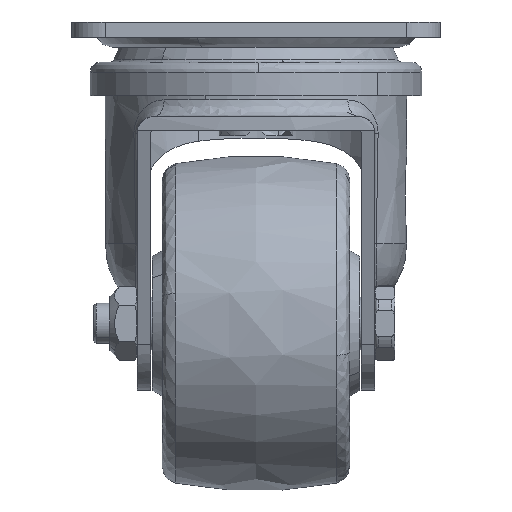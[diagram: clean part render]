
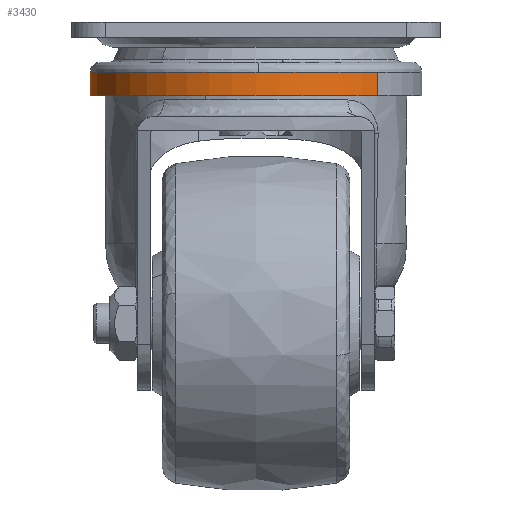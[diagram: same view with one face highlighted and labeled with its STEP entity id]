
A CAD part, left-side view. The second image highlights one B-rep face of the part: STEP entity #3430.
In plain terms, the highlighted free-form (B-spline) face has degree [2, 1] with [5, 2] control points.
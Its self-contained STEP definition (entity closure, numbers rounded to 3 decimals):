
#2969=CARTESIAN_POINT('',(-49.5,0.0,-22.));
#2970=VERTEX_POINT('',#2969);
#2971=CARTESIAN_POINT('',(0.,49.5,-22.));
#2972=VERTEX_POINT('',#2971);
#2973=CARTESIAN_POINT('',(-49.5,0.0,-22.));
#2974=CARTESIAN_POINT('',(-49.5,2.835,-22.));
#2975=CARTESIAN_POINT('',(-49.064,7.897,-22.));
#2976=CARTESIAN_POINT('',(-47.188,15.586,-22.));
#2977=CARTESIAN_POINT('',(-44.427,22.252,-22.));
#2978=CARTESIAN_POINT('',(-40.914,28.071,-22.));
#2979=CARTESIAN_POINT('',(-36.797,33.347,-22.));
#2980=CARTESIAN_POINT('',(-32.057,37.944,-22.));
#2981=CARTESIAN_POINT('',(-26.796,41.747,-22.));
#2982=CARTESIAN_POINT('',(-21.229,44.878,-22.));
#2983=CARTESIAN_POINT('',(-15.005,47.367,-22.));
#2984=CARTESIAN_POINT('',(-7.593,49.103,-22.));
#2985=CARTESIAN_POINT('',(-2.632,49.5,-22.));
#2986=CARTESIAN_POINT('',(0.,49.5,-22.));
#2987=B_SPLINE_CURVE_WITH_KNOTS('',3,(#2973,#2974,#2975,#2976,#2977,#2978,#2979,#2980,#2981,#2982,#2983,#2984,#2985,#2986),.UNSPECIFIED.,.F.,.U.,(4,1,1,1,1,1,1,1,1,1,1,4),(0.,8.504,15.186,23.691,30.069,35.536,43.737,49.811,54.975,62.872,69.858,77.755),.UNSPECIFIED.);
#2988=EDGE_CURVE('',#2970,#2972,#2987,.T.);
#2990=CARTESIAN_POINT('',(33.62,36.331,-22.));
#2991=VERTEX_POINT('',#2990);
#2992=CARTESIAN_POINT('',(0.,49.5,-22.));
#2993=CARTESIAN_POINT('',(2.984,49.5,-22.));
#2994=CARTESIAN_POINT('',(8.855,48.968,-22.));
#2995=CARTESIAN_POINT('',(16.308,46.918,-22.));
#2996=CARTESIAN_POINT('',(21.962,44.452,-22.));
#2997=CARTESIAN_POINT('',(27.595,41.299,-22.));
#2998=CARTESIAN_POINT('',(31.289,38.489,-22.));
#2999=CARTESIAN_POINT('',(33.62,36.331,-22.));
#3000=B_SPLINE_CURVE_WITH_KNOTS('',3,(#2992,#2993,#2994,#2995,#2996,#2997,#2998,#2999),.UNSPECIFIED.,.F.,.U.,(4,1,1,1,1,4),(0.,8.951,17.613,23.1,27.431,36.959),.UNSPECIFIED.);
#3001=EDGE_CURVE('',#2972,#2991,#3000,.T.);
#3036=CARTESIAN_POINT('',(-33.62,-36.331,-22.));
#3037=VERTEX_POINT('',#3036);
#3049=CARTESIAN_POINT('',(-33.62,-36.331,-22.));
#3050=CARTESIAN_POINT('',(-34.867,-35.177,-22.));
#3051=CARTESIAN_POINT('',(-37.466,-32.511,-22.));
#3052=CARTESIAN_POINT('',(-41.121,-27.802,-22.));
#3053=CARTESIAN_POINT('',(-43.979,-22.936,-22.));
#3054=CARTESIAN_POINT('',(-46.199,-17.988,-22.));
#3055=CARTESIAN_POINT('',(-47.796,-13.25,-22.));
#3056=CARTESIAN_POINT('',(-49.14,-7.118,-22.));
#3057=CARTESIAN_POINT('',(-49.5,-2.656,-22.));
#3058=CARTESIAN_POINT('',(-49.5,0.0,-22.));
#3059=B_SPLINE_CURVE_WITH_KNOTS('',3,(#3049,#3050,#3051,#3052,#3053,#3054,#3055,#3056,#3057,#3058),.UNSPECIFIED.,.F.,.U.,(4,1,1,1,1,1,1,4),(0.,5.099,11.155,17.848,21.991,27.409,32.827,40.795),.UNSPECIFIED.);
#3060=EDGE_CURVE('',#3037,#2970,#3059,.T.);
#3340=CARTESIAN_POINT('',(-33.62,-36.331,-14.825));
#3341=CARTESIAN_POINT('',(-69.951,-2.712,-14.825));
#3342=CARTESIAN_POINT('',(-36.331,33.62,-14.825));
#3343=CARTESIAN_POINT('',(-2.712,69.951,-14.825));
#3344=CARTESIAN_POINT('',(33.62,36.331,-14.825));
#3345=CARTESIAN_POINT('',(-33.62,-36.331,-22.179));
#3346=CARTESIAN_POINT('',(-69.951,-2.712,-22.179));
#3347=CARTESIAN_POINT('',(-36.331,33.62,-22.179));
#3348=CARTESIAN_POINT('',(-2.712,69.951,-22.179));
#3349=CARTESIAN_POINT('',(33.62,36.331,-22.179));
#3357=(BOUNDED_SURFACE()B_SPLINE_SURFACE(2,1,((#3340,#3345),(#3341,#3346),(#3342,#3347),(#3343,#3348),(#3344,#3349)),.UNSPECIFIED.,.F.,.F.,.U.)B_SPLINE_SURFACE_WITH_KNOTS((3,2,3),(2,2),(0.0,82.014,164.029),(0.0,7.354),.UNSPECIFIED.)GEOMETRIC_REPRESENTATION_ITEM()RATIONAL_B_SPLINE_SURFACE(((1.0,1.0),(0.707,0.707),(1.0,1.0),(0.707,0.707),(1.0,1.0)))REPRESENTATION_ITEM('')SURFACE());
#3358=CARTESIAN_POINT('',(-33.62,-36.331,-15.));
#3359=VERTEX_POINT('',#3358);
#3360=CARTESIAN_POINT('',(-49.496,-0.622,-15.));
#3361=VERTEX_POINT('',#3360);
#3362=CARTESIAN_POINT('',(-33.62,-36.331,-15.));
#3363=CARTESIAN_POINT('',(-35.539,-34.555,-15.));
#3364=CARTESIAN_POINT('',(-39.168,-30.62,-15.));
#3365=CARTESIAN_POINT('',(-43.33,-24.312,-15.));
#3366=CARTESIAN_POINT('',(-46.064,-18.414,-15.));
#3367=CARTESIAN_POINT('',(-47.778,-13.244,-15.));
#3368=CARTESIAN_POINT('',(-49.069,-7.522,-15.));
#3369=CARTESIAN_POINT('',(-49.463,-3.237,-15.));
#3370=CARTESIAN_POINT('',(-49.496,-0.622,-15.));
#3371=B_SPLINE_CURVE_WITH_KNOTS('',3,(#3362,#3363,#3364,#3365,#3366,#3367,#3368,#3369,#3370),.UNSPECIFIED.,.F.,.U.,(4,1,1,1,1,1,4),(0.,7.846,16.007,22.597,27.305,32.327,40.173),.UNSPECIFIED.);
#3372=EDGE_CURVE('',#3359,#3361,#3371,.T.);
#3373=ORIENTED_EDGE('',*,*,#3372,.T.);
#3374=CARTESIAN_POINT('',(-49.5,0.0,-15.0));
#3375=VERTEX_POINT('',#3374);
#3376=CARTESIAN_POINT('',(-49.496,-0.622,-15.));
#3377=CARTESIAN_POINT('',(-49.5,0.0,-15.0));
#3378=QUASI_UNIFORM_CURVE('',1,(#3376,#3377),.UNSPECIFIED.,.F.,.U.);
#3379=EDGE_CURVE('',#3361,#3375,#3378,.T.);
#3380=ORIENTED_EDGE('',*,*,#3379,.T.);
#3381=CARTESIAN_POINT('',(-0.311,49.499,-15.));
#3382=VERTEX_POINT('',#3381);
#3383=CARTESIAN_POINT('',(-49.5,0.0,-15.0));
#3384=CARTESIAN_POINT('',(-49.5,2.723,-15.));
#3385=CARTESIAN_POINT('',(-49.166,6.756,-15.));
#3386=CARTESIAN_POINT('',(-47.976,12.487,-15.));
#3387=CARTESIAN_POINT('',(-46.427,17.505,-15.));
#3388=CARTESIAN_POINT('',(-44.25,22.398,-15.));
#3389=CARTESIAN_POINT('',(-41.465,27.2,-15.));
#3390=CARTESIAN_POINT('',(-38.253,31.61,-15.));
#3391=CARTESIAN_POINT('',(-34.459,35.669,-15.));
#3392=CARTESIAN_POINT('',(-30.18,39.363,-15.));
#3393=CARTESIAN_POINT('',(-25.766,42.396,-15.));
#3394=CARTESIAN_POINT('',(-20.231,45.32,-15.));
#3395=CARTESIAN_POINT('',(-14.555,47.462,-15.));
#3396=CARTESIAN_POINT('',(-7.669,49.069,-15.));
#3397=CARTESIAN_POINT('',(-3.034,49.482,-15.));
#3398=CARTESIAN_POINT('',(-0.311,49.499,-15.));
#3399=B_SPLINE_CURVE_WITH_KNOTS('',3,(#3383,#3384,#3385,#3386,#3387,#3388,#3389,#3390,#3391,#3392,#3393,#3394,#3395,#3396,#3397,#3398),.UNSPECIFIED.,.F.,.U.,(4,1,1,1,1,1,1,1,1,1,1,1,1,4),(0.,8.168,12.101,17.546,23.899,28.134,34.184,40.234,44.772,51.125,56.268,63.528,69.276,77.444),.UNSPECIFIED.);
#3400=EDGE_CURVE('',#3375,#3382,#3399,.T.);
#3401=ORIENTED_EDGE('',*,*,#3400,.T.);
#3402=CARTESIAN_POINT('',(33.62,36.331,-15.));
#3403=VERTEX_POINT('',#3402);
#3404=CARTESIAN_POINT('',(-0.311,49.499,-15.));
#3405=CARTESIAN_POINT('',(2.115,49.514,-15.));
#3406=CARTESIAN_POINT('',(7.068,49.181,-15.));
#3407=CARTESIAN_POINT('',(13.436,47.775,-15.));
#3408=CARTESIAN_POINT('',(19.572,45.599,-15.));
#3409=CARTESIAN_POINT('',(26.282,42.263,-15.));
#3410=CARTESIAN_POINT('',(31.055,38.705,-15.));
#3411=CARTESIAN_POINT('',(33.62,36.331,-15.));
#3412=B_SPLINE_CURVE_WITH_KNOTS('',3,(#3404,#3405,#3406,#3407,#3408,#3409,#3410,#3411),.UNSPECIFIED.,.F.,.U.,(4,1,1,1,1,4),(0.,7.279,14.85,19.509,26.788,37.27),.UNSPECIFIED.);
#3413=EDGE_CURVE('',#3382,#3403,#3412,.T.);
#3414=ORIENTED_EDGE('',*,*,#3413,.T.);
#3415=CARTESIAN_POINT('',(33.62,36.331,-15.));
#3416=CARTESIAN_POINT('',(33.62,36.331,-22.));
#3417=QUASI_UNIFORM_CURVE('',1,(#3415,#3416),.UNSPECIFIED.,.F.,.U.);
#3418=EDGE_CURVE('',#3403,#2991,#3417,.T.);
#3419=ORIENTED_EDGE('',*,*,#3418,.T.);
#3420=ORIENTED_EDGE('',*,*,#3001,.F.);
#3421=ORIENTED_EDGE('',*,*,#2988,.F.);
#3422=ORIENTED_EDGE('',*,*,#3060,.F.);
#3423=CARTESIAN_POINT('',(-33.62,-36.331,-15.));
#3424=CARTESIAN_POINT('',(-33.62,-36.331,-22.));
#3425=QUASI_UNIFORM_CURVE('',1,(#3423,#3424),.UNSPECIFIED.,.F.,.U.);
#3426=EDGE_CURVE('',#3359,#3037,#3425,.T.);
#3427=ORIENTED_EDGE('',*,*,#3426,.F.);
#3428=EDGE_LOOP('',(#3373,#3380,#3401,#3414,#3419,#3420,#3421,#3422,#3427));
#3429=FACE_OUTER_BOUND('',#3428,.T.);
#3430=ADVANCED_FACE('',(#3429),#3357,.T.);
